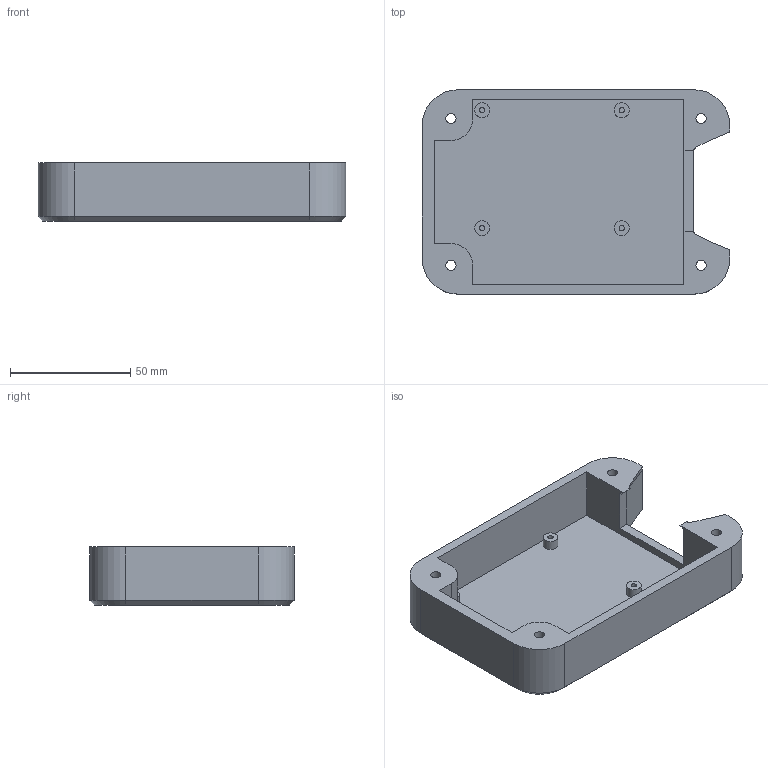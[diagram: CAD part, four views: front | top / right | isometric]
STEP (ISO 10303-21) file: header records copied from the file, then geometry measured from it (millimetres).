
FILE_DESCRIPTION(/* description */ ('STEP AP242','CAx-IF Rec.Pracs.---Representation and Presentation of Product Manufacturing Information (PMI)---4.0---2014-10-13','CAx-IF Rec.Pracs.---3D Tessellated Geometry---0.4---2014-09-14','2;1'),/* implementation_level */ '2;1');
FILE_NAME(/* name */ '67e946f083b8460ba8dec1f7',/* time_stamp */ '2025-03-30T13:28:17Z',/* author */ (''),/* organization */ (''),/* preprocessor_version */ 'ST-DEVELOPER v20',/* originating_system */ 'ONSHAPE BY PTC INC, 1.195',/* authorisation */ ' ');
FILE_SCHEMA (('AP242_MANAGED_MODEL_BASED_3D_ENGINEERING_MIM_LF { 1 0 10303 442 1 1 4 }'));
Length unit declared in the file: metre
Products named in the file (1): Pouzdro spodek
Bounding box: 128 x 85 x 24.15 mm (x, y, z)
Volume: 71193.5 mm3; surface area: 38181.8 mm2
Topology: 1 solids, 1 shells, 74 faces, 168 edges, 108 vertices
Faces by surface type: plane 44, cylinder 22, bspline 4, cone 4
Full cylindrical faces by diameter (mm): 2.2 x4, 4.2 x4, 6.2 x4, 7.5 x4
Entity records: 2071 total; most frequent: CARTESIAN_POINT 452, DIRECTION 324, ORIENTED_EDGE 296, EDGE_CURVE 148, AXIS2_PLACEMENT_3D 119, EDGE_LOOP 110, FACE_BOUND 110, VERTEX_POINT 104
